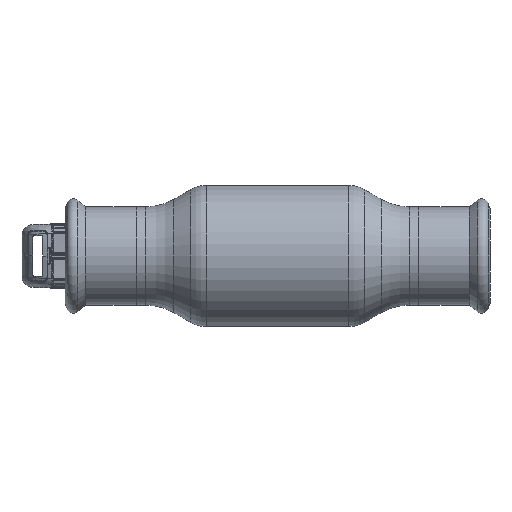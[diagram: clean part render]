
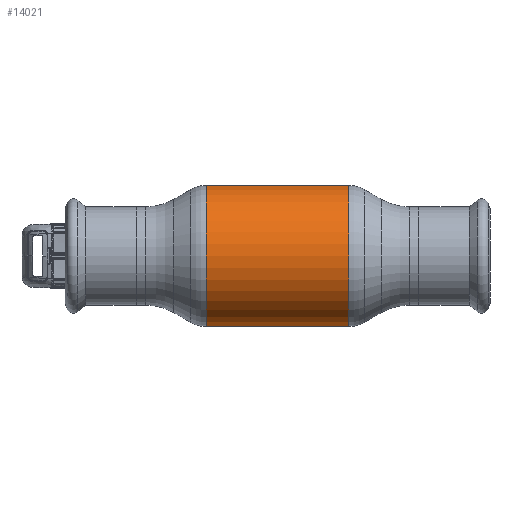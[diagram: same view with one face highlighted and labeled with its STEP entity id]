
A CAD part, front view. The second image highlights one B-rep face of the part: STEP entity #14021.
In plain terms, the highlighted cylindrical face has radius 27.5 mm (diameter 55 mm), a partial arc.
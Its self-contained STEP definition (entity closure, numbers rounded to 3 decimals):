
#637 = ORIENTED_EDGE ( 'NONE', *, *, #43475, .F. ) ;
#3073 = CIRCLE ( 'NONE', #31832, 27.5 ) ;
#3492 = DIRECTION ( 'NONE',  ( -1., 0., 0. ) ) ;
#5562 = VERTEX_POINT ( 'NONE', #45219 ) ;
#7799 = CARTESIAN_POINT ( 'NONE',  ( -27.785, 0., 0. ) ) ;
#8135 = DIRECTION ( 'NONE',  ( -1., 0., 0. ) ) ;
#13391 = LINE ( 'NONE', #59965, #47379 ) ;
#14021 = ADVANCED_FACE ( 'NONE', ( #61765 ), #23250, .T. ) ;
#14305 = CARTESIAN_POINT ( 'NONE',  ( 27.785, 0., 27.5 ) ) ;
#14847 = EDGE_CURVE ( 'NONE', #41742, #23314, #61282, .T. ) ;
#15253 = DIRECTION ( 'NONE',  ( 0., 0., 1. ) ) ;
#15735 = CARTESIAN_POINT ( 'NONE',  ( -27.785, 0., 27.5 ) ) ;
#23250 = CYLINDRICAL_SURFACE ( 'NONE', #33690, 27.5 ) ;
#23314 = VERTEX_POINT ( 'NONE', #15735 ) ;
#30139 = CARTESIAN_POINT ( 'NONE',  ( -62.69, 0., 0. ) ) ;
#31220 = DIRECTION ( 'NONE',  ( 0., 0., 1. ) ) ;
#31318 = ORIENTED_EDGE ( 'NONE', *, *, #57376, .T. ) ;
#31832 = AXIS2_PLACEMENT_3D ( 'NONE', #7799, #41546, #50417 ) ;
#32779 = ORIENTED_EDGE ( 'NONE', *, *, #35435, .F. ) ;
#33690 = AXIS2_PLACEMENT_3D ( 'NONE', #30139, #54347, #31220 ) ;
#35435 = EDGE_CURVE ( 'NONE', #52148, #23314, #3073, .T. ) ;
#41546 = DIRECTION ( 'NONE',  ( -1., 0., 0. ) ) ;
#41742 = VERTEX_POINT ( 'NONE', #14305 ) ;
#43475 = EDGE_CURVE ( 'NONE', #5562, #52148, #13391, .T. ) ;
#43948 = CARTESIAN_POINT ( 'NONE',  ( 27.785, 0., 0. ) ) ;
#45219 = CARTESIAN_POINT ( 'NONE',  ( 27.785, 0., -27.5 ) ) ;
#46430 = CARTESIAN_POINT ( 'NONE',  ( -27.785, 0., -27.5 ) ) ;
#47379 = VECTOR ( 'NONE', #8135, 1000. ) ;
#49981 = CIRCLE ( 'NONE', #52591, 27.5 ) ;
#50417 = DIRECTION ( 'NONE',  ( 0., 0., 1. ) ) ;
#52148 = VERTEX_POINT ( 'NONE', #46430 ) ;
#52591 = AXIS2_PLACEMENT_3D ( 'NONE', #43948, #53800, #15253 ) ;
#53445 = ORIENTED_EDGE ( 'NONE', *, *, #14847, .T. ) ;
#53800 = DIRECTION ( 'NONE',  ( -1., 0., 0. ) ) ;
#54347 = DIRECTION ( 'NONE',  ( -1., 0., 0. ) ) ;
#57376 = EDGE_CURVE ( 'NONE', #5562, #41742, #49981, .T. ) ;
#57535 = VECTOR ( 'NONE', #3492, 1000. ) ;
#59965 = CARTESIAN_POINT ( 'NONE',  ( -62.69, 0., -27.5 ) ) ;
#60762 = EDGE_LOOP ( 'NONE', ( #637, #31318, #53445, #32779 ) ) ;
#61282 = LINE ( 'NONE', #62017, #57535 ) ;
#61765 = FACE_OUTER_BOUND ( 'NONE', #60762, .T. ) ;
#62017 = CARTESIAN_POINT ( 'NONE',  ( -62.69, 0., 27.5 ) ) ;
